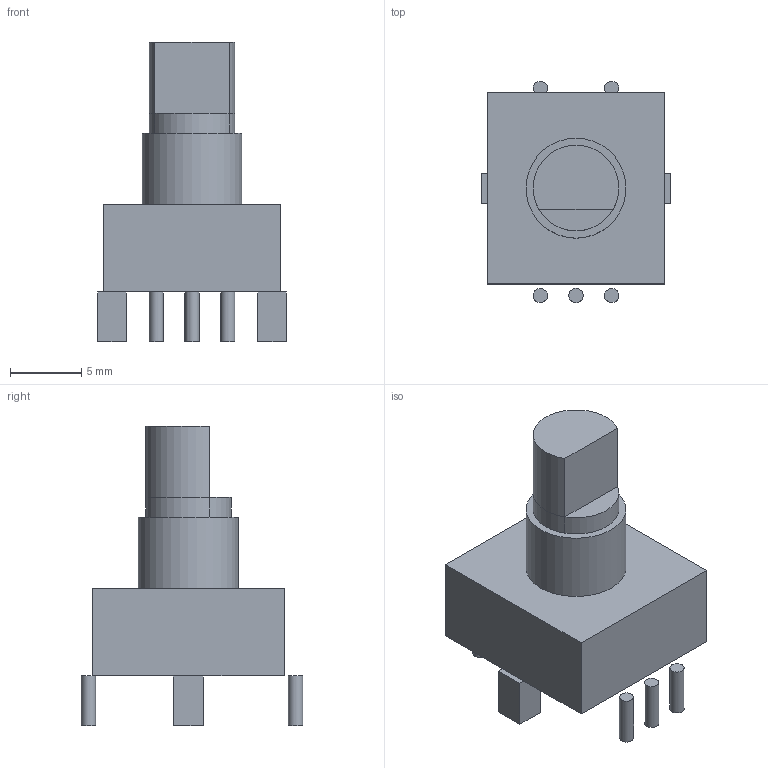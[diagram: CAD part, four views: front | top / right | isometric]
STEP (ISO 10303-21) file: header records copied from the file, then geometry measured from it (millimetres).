
FILE_DESCRIPTION(('FreeCAD Model'),'2;1');
FILE_NAME('Open CASCADE Shape Model','2022-03-09T23:08:09',('Author'),( ''),'Open CASCADE STEP processor 7.5','FreeCAD','Unknown');
FILE_SCHEMA(('AUTOMOTIVE_DESIGN { 1 0 10303 214 1 1 1 1 }'));
Length unit declared in the file: millimetre
Products named in the file (3): Bourns_PEC12R_4x20F_Sxxxx; Matrix_Union001; Matrix_Union002
Assembly tree (2 placements, depth 2):
  Bourns_PEC12R_4x20F_Sxxxx
    Matrix_Union001
    Matrix_Union002
Bounding box: 13.2 x 15.5 x 21 mm (x, y, z)
Volume: 1402.5 mm3; surface area: 1009.3 mm2
Topology: 8 solids, 8 shells, 43 faces, 70 edges, 45 vertices
Faces by surface type: plane 32, cylinder 11
Full cylindrical faces by diameter (mm): 1 x5, 7 x1
Entity records: 2001 total; most frequent: DIRECTION 320, CARTESIAN_POINT 303, LINE 170, VECTOR 170, ORIENTED_EDGE 140, PCURVE 140, DEFINITIONAL_REPRESENTATION 140, EDGE_CURVE 70
